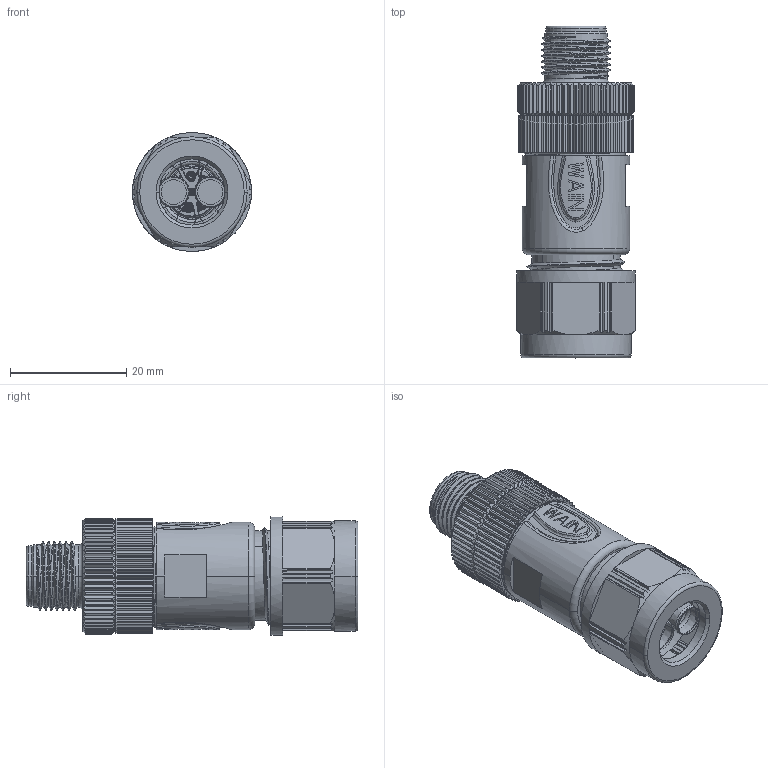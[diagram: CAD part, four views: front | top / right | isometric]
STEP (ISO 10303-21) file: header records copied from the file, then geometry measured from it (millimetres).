
FILE_DESCRIPTION((''),'2;1');
FILE_NAME('3D_1630084113004_M12-M08A-T-2D5','2024-03-21T',('12262'),(''),'PRO/ENGINEER BY PARAMETRIC TECHNOLOGY CORPORATION, 2012480','PRO/ENGINEER BY PARAMETRIC TECHNOLOGY CORPORATION, 2012480','');
FILE_SCHEMA(('CONFIG_CONTROL_DESIGN'));
Products named in the file (1): 3D_1630084113004_M12-M08A-T-2D5
Bounding box: 20.5 x 57.2 x 20.49 mm (x, y, z)
Volume: 12371.7 mm3; surface area: 10636.2 mm2
Topology: 1 solids, 11 shells, 1937 faces, 5440 edges, 3482 vertices
Faces by surface type: plane 768, cylinder 622, cone 332, extrusion 87, bspline 60, torus 36, sphere 32
Entity records: 81954 total; most frequent: CARTESIAN_POINT 33697, ORIENTED_EDGE 10792, DIRECTION 9275, EDGE_CURVE 5396, VERTEX_POINT 3482, AXIS2_PLACEMENT_3D 3458, VECTOR 2359, LINE 2272
